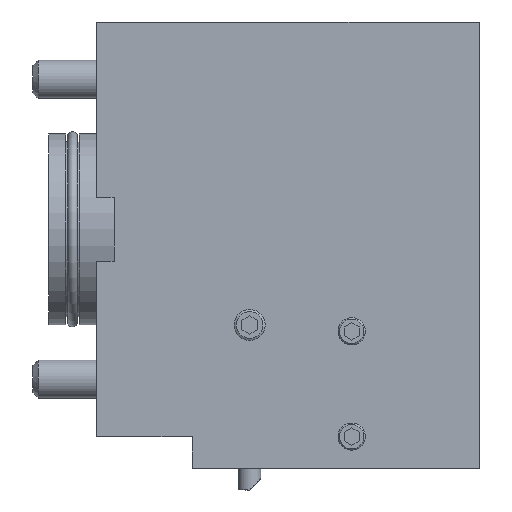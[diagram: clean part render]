
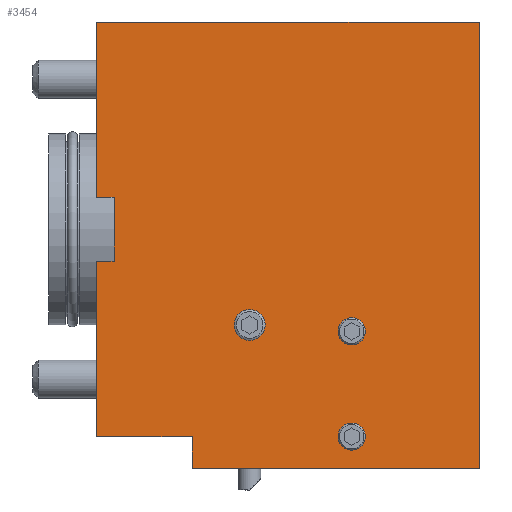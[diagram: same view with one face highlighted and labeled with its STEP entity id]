
A CAD part, front view. The second image highlights one B-rep face of the part: STEP entity #3454.
In plain terms, the highlighted planar face has unit normal (0, -1, 0).
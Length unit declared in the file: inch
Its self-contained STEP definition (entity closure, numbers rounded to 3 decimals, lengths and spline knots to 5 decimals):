
#120 = LINE ( 'NONE', #2853, #3821 ) ;
#383 = DIRECTION ( 'NONE',  ( 0., 0., -1. ) ) ;
#461 = CARTESIAN_POINT ( 'NONE',  ( 0.21654, -2.12598, -0.3937 ) ) ;
#486 = EDGE_CURVE ( 'NONE', #5013, #7376, #6311, .T. ) ;
#599 = VECTOR ( 'NONE', #4622, 39.37008 ) ;
#663 = EDGE_LOOP ( 'NONE', ( #7259 ) ) ;
#667 = EDGE_CURVE ( 'NONE', #4539, #3731, #4885, .T. ) ;
#676 = CARTESIAN_POINT ( 'NONE',  ( 1.1811, -2.12598, -2.55906 ) ) ;
#778 = CARTESIAN_POINT ( 'NONE',  ( 4.72441, -2.12598, 2.55906 ) ) ;
#828 = DIRECTION ( 'NONE',  ( -1., 0., 0. ) ) ;
#835 = EDGE_CURVE ( 'NONE', #3731, #6145, #2093, .T. ) ;
#929 = DIRECTION ( 'NONE',  ( 0., 0., -1. ) ) ;
#1090 = LINE ( 'NONE', #4405, #2836 ) ;
#1192 = CARTESIAN_POINT ( 'NONE',  ( 1.1811, -2.12598, -2.95276 ) ) ;
#1285 = CARTESIAN_POINT ( 'NONE',  ( 4.72441, -2.12598, -2.95276 ) ) ;
#1343 = FACE_BOUND ( 'NONE', #1903, .T. ) ;
#1345 = EDGE_LOOP ( 'NONE', ( #5495 ) ) ;
#1435 = DIRECTION ( 'NONE',  ( 0., -1., 0. ) ) ;
#1506 = CARTESIAN_POINT ( 'NONE',  ( 1.88976, -2.12598, -1.3726 ) ) ;
#1534 = EDGE_CURVE ( 'NONE', #5338, #5742, #7488, .T. ) ;
#1812 = LINE ( 'NONE', #6620, #5073 ) ;
#1854 = VECTOR ( 'NONE', #828, 39.37008 ) ;
#1903 = EDGE_LOOP ( 'NONE', ( #5230 ) ) ;
#1939 = CARTESIAN_POINT ( 'NONE',  ( 4.72441, -2.12598, -2.95276 ) ) ;
#1957 = CARTESIAN_POINT ( 'NONE',  ( 0., -2.12598, -0.3937 ) ) ;
#1967 = EDGE_CURVE ( 'NONE', #4993, #4993, #5808, .T. ) ;
#2093 = LINE ( 'NONE', #4773, #3813 ) ;
#2233 = CARTESIAN_POINT ( 'NONE',  ( 3.14961, -2.12598, -2.55906 ) ) ;
#2451 = ORIENTED_EDGE ( 'NONE', *, *, #1534, .F. ) ;
#2571 = CARTESIAN_POINT ( 'NONE',  ( 3.14961, -2.12598, -1.42717 ) ) ;
#2835 = AXIS2_PLACEMENT_3D ( 'NONE', #2233, #6960, #4845 ) ;
#2836 = VECTOR ( 'NONE', #383, 39.37008 ) ;
#2853 = CARTESIAN_POINT ( 'NONE',  ( 0.21654, -2.12598, -0.3937 ) ) ;
#2908 = CARTESIAN_POINT ( 'NONE',  ( 0., -2.12598, 2.55906 ) ) ;
#3126 = AXIS2_PLACEMENT_3D ( 'NONE', #7576, #4313, #929 ) ;
#3183 = VERTEX_POINT ( 'NONE', #5700 ) ;
#3281 = DIRECTION ( 'NONE',  ( 0., 1., 0. ) ) ;
#3319 = CARTESIAN_POINT ( 'NONE',  ( 0., -2.12598, 0.3937 ) ) ;
#3374 = FACE_BOUND ( 'NONE', #1345, .T. ) ;
#3414 = ORIENTED_EDGE ( 'NONE', *, *, #486, .T. ) ;
#3454 = ADVANCED_FACE ( 'NONE', ( #1343, #8180, #6203, #3374 ), #6771, .T. ) ;
#3462 = DIRECTION ( 'NONE',  ( 0., 0., 1. ) ) ;
#3668 = LINE ( 'NONE', #8387, #4529 ) ;
#3731 = VERTEX_POINT ( 'NONE', #5835 ) ;
#3813 = VECTOR ( 'NONE', #7460, 39.37008 ) ;
#3821 = VECTOR ( 'NONE', #5530, 39.37008 ) ;
#3975 = CARTESIAN_POINT ( 'NONE',  ( 1.1811, -2.12598, -2.55906 ) ) ;
#3979 = VERTEX_POINT ( 'NONE', #2571 ) ;
#4313 = DIRECTION ( 'NONE',  ( 0., 1., 0. ) ) ;
#4400 = EDGE_CURVE ( 'NONE', #3183, #3183, #5927, .T. ) ;
#4405 = CARTESIAN_POINT ( 'NONE',  ( 4.72441, -2.12598, 2.55906 ) ) ;
#4427 = CARTESIAN_POINT ( 'NONE',  ( 4.72441, -2.12598, 2.55906 ) ) ;
#4462 = CARTESIAN_POINT ( 'NONE',  ( 0., -2.12598, -2.55906 ) ) ;
#4529 = VECTOR ( 'NONE', #6374, 39.37008 ) ;
#4539 = VERTEX_POINT ( 'NONE', #6343 ) ;
#4622 = DIRECTION ( 'NONE',  ( -1., 0., 0. ) ) ;
#4693 = LINE ( 'NONE', #676, #5945 ) ;
#4766 = ORIENTED_EDGE ( 'NONE', *, *, #6590, .F. ) ;
#4773 = CARTESIAN_POINT ( 'NONE',  ( 0., -2.12598, 2.55906 ) ) ;
#4845 = DIRECTION ( 'NONE',  ( 0., 0., -1. ) ) ;
#4885 = LINE ( 'NONE', #4427, #1854 ) ;
#4993 = VERTEX_POINT ( 'NONE', #1506 ) ;
#5013 = VERTEX_POINT ( 'NONE', #1957 ) ;
#5073 = VECTOR ( 'NONE', #7845, 39.37008 ) ;
#5091 = EDGE_CURVE ( 'NONE', #7937, #7376, #4693, .T. ) ;
#5103 = AXIS2_PLACEMENT_3D ( 'NONE', #5208, #3281, #6543 ) ;
#5208 = CARTESIAN_POINT ( 'NONE',  ( 1.88976, -2.12598, -1.1811 ) ) ;
#5230 = ORIENTED_EDGE ( 'NONE', *, *, #4400, .T. ) ;
#5293 = EDGE_CURVE ( 'NONE', #7431, #5677, #3668, .T. ) ;
#5338 = VERTEX_POINT ( 'NONE', #1285 ) ;
#5394 = DIRECTION ( 'NONE',  ( -1., 0., 0. ) ) ;
#5495 = ORIENTED_EDGE ( 'NONE', *, *, #1967, .T. ) ;
#5530 = DIRECTION ( 'NONE',  ( -1., 0., 0. ) ) ;
#5548 = ORIENTED_EDGE ( 'NONE', *, *, #5091, .F. ) ;
#5586 = DIRECTION ( 'NONE',  ( 0., 0., -1. ) ) ;
#5637 = EDGE_CURVE ( 'NONE', #3979, #3979, #6934, .T. ) ;
#5677 = VERTEX_POINT ( 'NONE', #8290 ) ;
#5700 = CARTESIAN_POINT ( 'NONE',  ( 3.14961, -2.12598, -2.72638 ) ) ;
#5742 = VERTEX_POINT ( 'NONE', #8001 ) ;
#5808 = CIRCLE ( 'NONE', #5103, 0.1915 ) ;
#5835 = CARTESIAN_POINT ( 'NONE',  ( 0., -2.12598, 2.55906 ) ) ;
#5913 = AXIS2_PLACEMENT_3D ( 'NONE', #778, #1435, #3462 ) ;
#5927 = CIRCLE ( 'NONE', #2835, 0.16732 ) ;
#5945 = VECTOR ( 'NONE', #5394, 39.37008 ) ;
#6145 = VERTEX_POINT ( 'NONE', #3319 ) ;
#6203 = FACE_BOUND ( 'NONE', #663, .T. ) ;
#6297 = ORIENTED_EDGE ( 'NONE', *, *, #5293, .F. ) ;
#6311 = LINE ( 'NONE', #2908, #8032 ) ;
#6343 = CARTESIAN_POINT ( 'NONE',  ( 4.72441, -2.12598, 2.55906 ) ) ;
#6374 = DIRECTION ( 'NONE',  ( 0., 0., 1. ) ) ;
#6510 = EDGE_LOOP ( 'NONE', ( #6297, #7110, #3414, #5548, #6824, #2451, #7208, #8273, #8570, #4766 ) ) ;
#6543 = DIRECTION ( 'NONE',  ( 0., 0., -1. ) ) ;
#6575 = DIRECTION ( 'NONE',  ( 0., 0., 1. ) ) ;
#6590 = EDGE_CURVE ( 'NONE', #5677, #6145, #1812, .T. ) ;
#6620 = CARTESIAN_POINT ( 'NONE',  ( 0.21654, -2.12598, 0.3937 ) ) ;
#6771 = PLANE ( 'NONE',  #5913 ) ;
#6824 = ORIENTED_EDGE ( 'NONE', *, *, #8064, .F. ) ;
#6934 = CIRCLE ( 'NONE', #3126, 0.16732 ) ;
#6960 = DIRECTION ( 'NONE',  ( 0., 1., 0. ) ) ;
#7110 = ORIENTED_EDGE ( 'NONE', *, *, #7292, .T. ) ;
#7208 = ORIENTED_EDGE ( 'NONE', *, *, #8270, .F. ) ;
#7235 = LINE ( 'NONE', #1192, #8318 ) ;
#7259 = ORIENTED_EDGE ( 'NONE', *, *, #5637, .T. ) ;
#7292 = EDGE_CURVE ( 'NONE', #7431, #5013, #120, .T. ) ;
#7376 = VERTEX_POINT ( 'NONE', #4462 ) ;
#7431 = VERTEX_POINT ( 'NONE', #461 ) ;
#7460 = DIRECTION ( 'NONE',  ( 0., 0., -1. ) ) ;
#7488 = LINE ( 'NONE', #1939, #599 ) ;
#7576 = CARTESIAN_POINT ( 'NONE',  ( 3.14961, -2.12598, -1.25984 ) ) ;
#7845 = DIRECTION ( 'NONE',  ( -1., 0., 0. ) ) ;
#7937 = VERTEX_POINT ( 'NONE', #3975 ) ;
#8001 = CARTESIAN_POINT ( 'NONE',  ( 1.1811, -2.12598, -2.95276 ) ) ;
#8032 = VECTOR ( 'NONE', #5586, 39.37008 ) ;
#8064 = EDGE_CURVE ( 'NONE', #5742, #7937, #7235, .T. ) ;
#8180 = FACE_OUTER_BOUND ( 'NONE', #6510, .T. ) ;
#8270 = EDGE_CURVE ( 'NONE', #4539, #5338, #1090, .T. ) ;
#8273 = ORIENTED_EDGE ( 'NONE', *, *, #667, .T. ) ;
#8290 = CARTESIAN_POINT ( 'NONE',  ( 0.21654, -2.12598, 0.3937 ) ) ;
#8318 = VECTOR ( 'NONE', #6575, 39.37008 ) ;
#8387 = CARTESIAN_POINT ( 'NONE',  ( 0.21654, -2.12598, -0.3937 ) ) ;
#8570 = ORIENTED_EDGE ( 'NONE', *, *, #835, .T. ) ;
